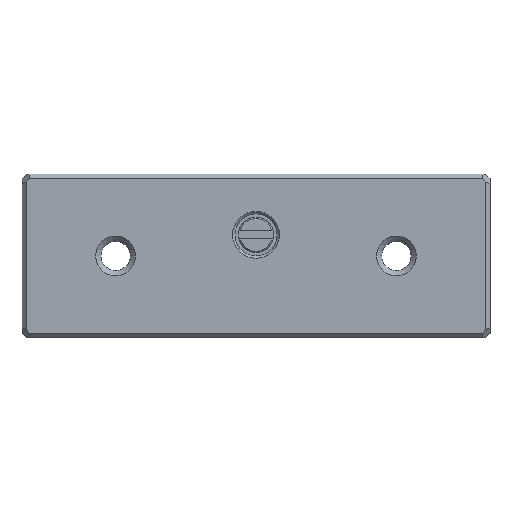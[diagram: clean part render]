
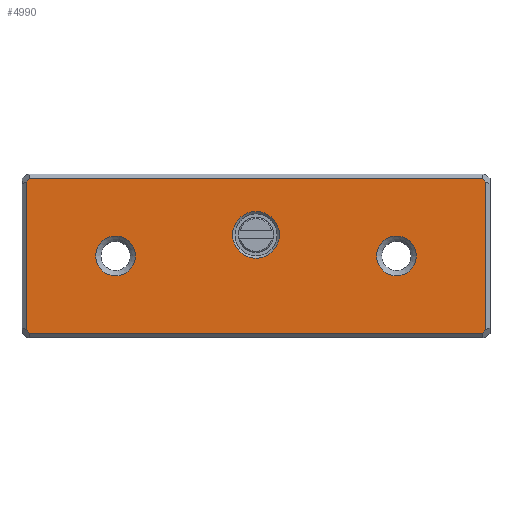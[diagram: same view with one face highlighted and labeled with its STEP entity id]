
A CAD part, top view. The second image highlights one B-rep face of the part: STEP entity #4990.
In plain terms, the highlighted planar face has unit normal (0, 0, 1).
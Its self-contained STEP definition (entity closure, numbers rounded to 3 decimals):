
#4235=CIRCLE('',#17529,1.);
#4236=CIRCLE('',#17530,0.85);
#4237=CIRCLE('',#17531,0.85);
#4990=ADVANCED_FACE('',(#6274,#6275,#6276,#6277),#5723,.F.);
#5723=PLANE('',#17532);
#6274=FACE_BOUND('',#6466,.T.);
#6275=FACE_BOUND('',#6467,.T.);
#6276=FACE_BOUND('',#6468,.T.);
#6277=FACE_BOUND('',#6469,.T.);
#6466=EDGE_LOOP('',(#10723));
#6467=EDGE_LOOP('',(#10724));
#6468=EDGE_LOOP('',(#10725));
#6469=EDGE_LOOP('',(#10726,#10727,#10728,#10729,#10730,#10731,#10732,#10733));
#7628=LINE('',#22395,#9092);
#7629=LINE('',#22398,#9093);
#7630=LINE('',#22400,#9094);
#7631=LINE('',#22402,#9095);
#7632=LINE('',#22404,#9096);
#7633=LINE('',#22406,#9097);
#7634=LINE('',#22408,#9098);
#7635=LINE('',#22410,#9099);
#9092=VECTOR('',#18563,1.);
#9093=VECTOR('',#18564,1.);
#9094=VECTOR('',#18565,1.);
#9095=VECTOR('',#18566,1.);
#9096=VECTOR('',#18567,1.);
#9097=VECTOR('',#18568,1.);
#9098=VECTOR('',#18569,1.);
#9099=VECTOR('',#18570,1.);
#10723=ORIENTED_EDGE('',*,*,#15782,.T.);
#10724=ORIENTED_EDGE('',*,*,#15783,.T.);
#10725=ORIENTED_EDGE('',*,*,#15784,.T.);
#10726=ORIENTED_EDGE('',*,*,#15785,.T.);
#10727=ORIENTED_EDGE('',*,*,#15786,.T.);
#10728=ORIENTED_EDGE('',*,*,#15787,.T.);
#10729=ORIENTED_EDGE('',*,*,#15788,.T.);
#10730=ORIENTED_EDGE('',*,*,#15789,.T.);
#10731=ORIENTED_EDGE('',*,*,#15790,.T.);
#10732=ORIENTED_EDGE('',*,*,#15791,.T.);
#10733=ORIENTED_EDGE('',*,*,#15792,.T.);
#14493=VERTEX_POINT('',#22390);
#14494=VERTEX_POINT('',#22392);
#14495=VERTEX_POINT('',#22394);
#14496=VERTEX_POINT('',#22396);
#14497=VERTEX_POINT('',#22397);
#14498=VERTEX_POINT('',#22399);
#14499=VERTEX_POINT('',#22401);
#14500=VERTEX_POINT('',#22403);
#14501=VERTEX_POINT('',#22405);
#14502=VERTEX_POINT('',#22407);
#14503=VERTEX_POINT('',#22409);
#15782=EDGE_CURVE('',#14493,#14493,#4235,.T.);
#15783=EDGE_CURVE('',#14494,#14494,#4236,.T.);
#15784=EDGE_CURVE('',#14495,#14495,#4237,.T.);
#15785=EDGE_CURVE('',#14496,#14497,#7628,.T.);
#15786=EDGE_CURVE('',#14497,#14498,#7629,.T.);
#15787=EDGE_CURVE('',#14498,#14499,#7630,.T.);
#15788=EDGE_CURVE('',#14499,#14500,#7631,.T.);
#15789=EDGE_CURVE('',#14500,#14501,#7632,.T.);
#15790=EDGE_CURVE('',#14501,#14502,#7633,.T.);
#15791=EDGE_CURVE('',#14502,#14503,#7634,.T.);
#15792=EDGE_CURVE('',#14503,#14496,#7635,.T.);
#17529=AXIS2_PLACEMENT_3D('',#22389,#18557,#18558);
#17530=AXIS2_PLACEMENT_3D('',#22391,#18559,#18560);
#17531=AXIS2_PLACEMENT_3D('',#22393,#18561,#18562);
#17532=AXIS2_PLACEMENT_3D('',#22411,#18571,#18572);
#18557=DIRECTION('',(0.,0.,-1.));
#18558=DIRECTION('',(-1.,0.,0.));
#18559=DIRECTION('',(0.,0.,-1.));
#18560=DIRECTION('',(-1.,0.,0.));
#18561=DIRECTION('',(0.,0.,-1.));
#18562=DIRECTION('',(-1.,0.,0.));
#18563=DIRECTION('',(-0.577,-0.816,0.));
#18564=DIRECTION('',(0.,-1.,0.));
#18565=DIRECTION('',(0.577,-0.816,0.));
#18566=DIRECTION('',(1.,0.,0.));
#18567=DIRECTION('',(0.577,0.816,0.));
#18568=DIRECTION('',(0.,1.,0.));
#18569=DIRECTION('',(-0.577,0.816,0.));
#18570=DIRECTION('',(-1.,0.,0.));
#18571=DIRECTION('',(0.,0.,-1.));
#18572=DIRECTION('',(1.,0.,0.));
#22389=CARTESIAN_POINT('',(0.,0.9,4.));
#22390=CARTESIAN_POINT('',(-1.,0.9,4.));
#22391=CARTESIAN_POINT('',(6.,0.,4.));
#22392=CARTESIAN_POINT('',(5.15,0.,4.));
#22393=CARTESIAN_POINT('',(-6.,0.,4.));
#22394=CARTESIAN_POINT('',(-6.85,0.,4.));
#22395=CARTESIAN_POINT('',(-9.735,3.25,4.));
#22396=CARTESIAN_POINT('',(-9.7,3.3,4.));
#22397=CARTESIAN_POINT('',(-9.8,3.159,4.));
#22398=CARTESIAN_POINT('',(-9.8,3.5,4.));
#22399=CARTESIAN_POINT('',(-9.8,-3.159,4.));
#22400=CARTESIAN_POINT('',(-9.735,-3.25,4.));
#22401=CARTESIAN_POINT('',(-9.7,-3.3,4.));
#22402=CARTESIAN_POINT('',(10.,-3.3,4.));
#22403=CARTESIAN_POINT('',(9.7,-3.3,4.));
#22404=CARTESIAN_POINT('',(9.735,-3.25,4.));
#22405=CARTESIAN_POINT('',(9.8,-3.159,4.));
#22406=CARTESIAN_POINT('',(9.8,2.876,4.));
#22407=CARTESIAN_POINT('',(9.8,3.159,4.));
#22408=CARTESIAN_POINT('',(9.735,3.25,4.));
#22409=CARTESIAN_POINT('',(9.7,3.3,4.));
#22410=CARTESIAN_POINT('',(10.,3.3,4.));
#22411=CARTESIAN_POINT('',(10.,3.5,4.));
